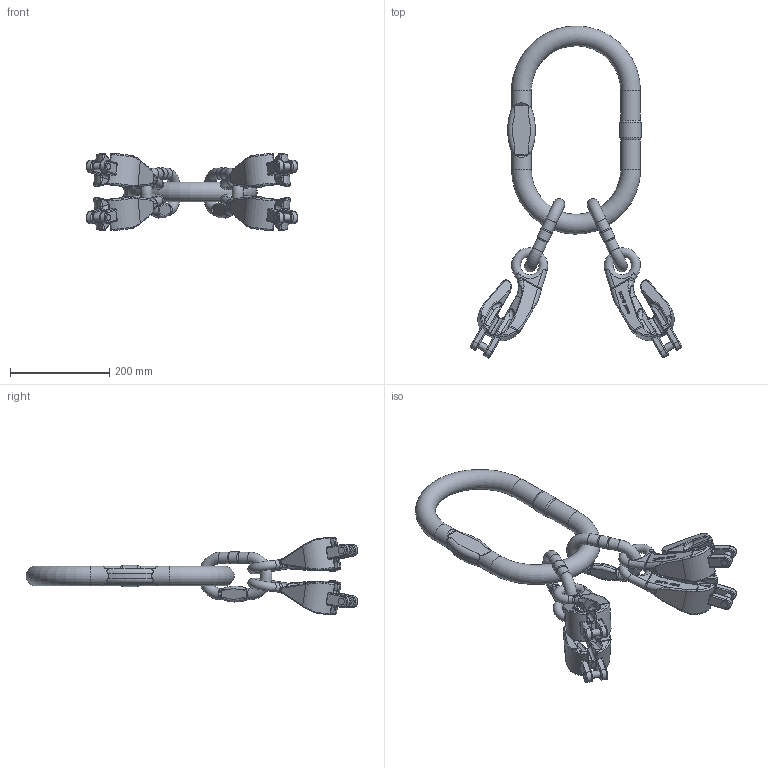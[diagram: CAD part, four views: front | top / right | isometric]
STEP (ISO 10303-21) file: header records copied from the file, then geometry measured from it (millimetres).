
FILE_DESCRIPTION(/* description */ (''),/* implementation_level */ '2;1');
FILE_NAME(/* name */ 'pewag_LXKW_4-13',/* time_stamp */ '2010-03-04T10:16:18+01:00',/* author */ (''),/* organization */ (''),/* preprocessor_version */ 'ST-DEVELOPER v9',/* originating_system */ 'UGS - NX 4.0',/* authorisation */ '');
FILE_SCHEMA (('AUTOMOTIVE_DESIGN { 1 0 10303 214 1 1 1 1 }'));
Length unit declared in the file: millimetre
Products named in the file (1): ritEE32qzjf
Bounding box: 427.19 x 669.7 x 155.71 mm (x, y, z)
Volume: 3242072.6 mm3; surface area: 410127.3 mm2
Topology: 11 solids, 11 shells, 1911 faces, 4759 edges, 2860 vertices
Faces by surface type: plane 538, bspline 400, cylinder 389, extrusion 372, torus 130, sphere 60, cone 22
Full cylindrical faces by diameter (mm): 14 x12, 23 x8, 24.725 x2, 40 x4, 43 x1
Entity records: 69463 total; most frequent: CARTESIAN_POINT 28302, ORIENTED_EDGE 9264, DIRECTION 7204, EDGE_CURVE 4632, VERTEX_POINT 2840, AXIS2_PLACEMENT_3D 2588, EDGE_LOOP 2030, VECTOR 2028
